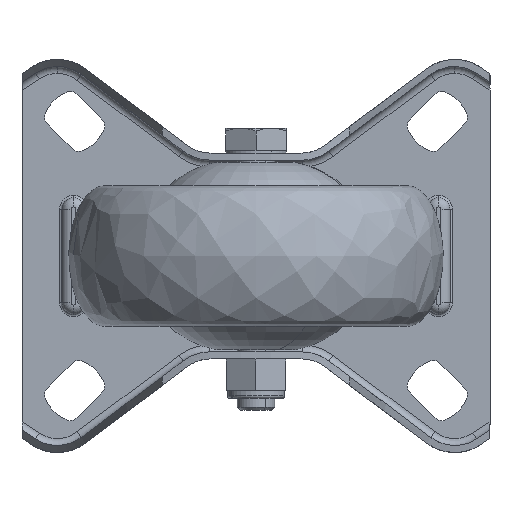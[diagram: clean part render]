
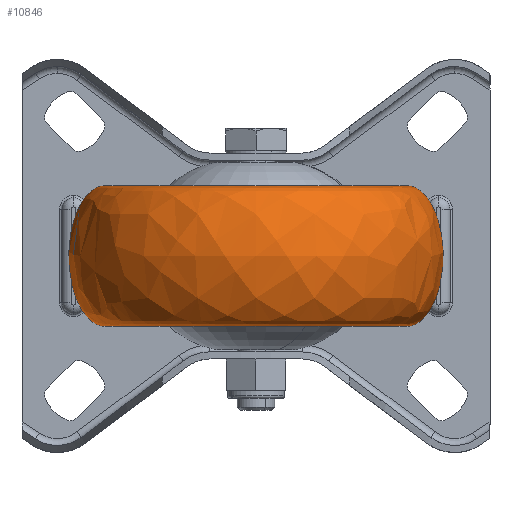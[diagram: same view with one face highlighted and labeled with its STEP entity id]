
A CAD part, front view. The second image highlights one B-rep face of the part: STEP entity #10846.
In plain terms, the highlighted free-form (B-spline) face has degree [3, 3] with [4, 4] control points.
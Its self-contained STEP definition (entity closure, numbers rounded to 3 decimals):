
#1787 = EDGE_CURVE ( 'NONE', #11140, #14619, #14372, .T. ) ;
#1974 = CARTESIAN_POINT ( 'NONE',  ( 35.204, -114.511, -15. ) ) ;
#2495 = ORIENTED_EDGE ( 'NONE', *, *, #5326, .T. ) ;
#2582 = CARTESIAN_POINT ( 'NONE',  ( -29.296, -179.011, 15. ) ) ;
#2680 = CARTESIAN_POINT ( 'NONE',  ( 50.704, -114.511, -15. ) ) ;
#2967 = EDGE_LOOP ( 'NONE', ( #6633, #2495, #9122, #14972 ) ) ;
#3124 = CIRCLE ( 'NONE', #3390, 32.25 ) ;
#3390 = AXIS2_PLACEMENT_3D ( 'NONE', #16732, #8391, #11240 ) ;
#3807 = CARTESIAN_POINT ( 'NONE',  ( -44.796, -210.011, -15. ) ) ;
#3982 = CARTESIAN_POINT ( 'NONE',  ( -29.296, -114.511, 15. ) ) ;
#4582 = CIRCLE ( 'NONE', #13174, 32.25 ) ;
#5024 = EDGE_CURVE ( 'NONE', #14619, #9237, #4582, .T. ) ;
#5326 = EDGE_CURVE ( 'NONE', #11605, #9237, #11350, .T. ) ;
#6369 = CARTESIAN_POINT ( 'NONE',  ( -29.296, -114.511, -15. ) ) ;
#6462 = CARTESIAN_POINT ( 'NONE',  ( -29.296, -114.511, 15. ) ) ;
#6633 = ORIENTED_EDGE ( 'NONE', *, *, #8601, .T. ) ;
#7988 = DIRECTION ( 'NONE',  ( 1., 0., 0. ) ) ;
#8016 = CARTESIAN_POINT ( 'NONE',  ( -44.796, -114.511, -15. ) ) ;
#8391 = DIRECTION ( 'NONE',  ( 0., 0., -1. ) ) ;
#8601 = EDGE_CURVE ( 'NONE', #11140, #11605, #3124, .T. ) ;
#8729 = CARTESIAN_POINT ( 'NONE',  ( 35.204, -114.511, 15. ) ) ;
#8836 = CARTESIAN_POINT ( 'NONE',  ( -29.296, -114.511, -15. ) ) ;
#8949 = CARTESIAN_POINT ( 'NONE',  ( 50.704, -114.511, 15. ) ) ;
#9122 = ORIENTED_EDGE ( 'NONE', *, *, #5024, .F. ) ;
#9237 = VERTEX_POINT ( 'NONE', #8836 ) ;
#9312 = CARTESIAN_POINT ( 'NONE',  ( -44.796, -114.511, 15. ) ) ;
#10355 = CARTESIAN_POINT ( 'NONE',  ( -29.296, -179.011, -15. ) ) ;
#10846 = ADVANCED_FACE ( 'NONE', ( #14362 ), #12564, .F. ) ;
#11140 = VERTEX_POINT ( 'NONE', #8729 ) ;
#11240 = DIRECTION ( 'NONE',  ( 1., 0., 0. ) ) ;
#11350 =( BOUNDED_CURVE ( )  B_SPLINE_CURVE ( 3, ( #6462, #15622, #14319, #6369 ),
 .UNSPECIFIED., .F., .F. ) 
 B_SPLINE_CURVE_WITH_KNOTS ( ( 4, 4 ),
 ( 0., 3.142 ),
 .UNSPECIFIED. ) 
 CURVE ( )  GEOMETRIC_REPRESENTATION_ITEM ( )  RATIONAL_B_SPLINE_CURVE ( ( 1., 0.333, 0.333, 1. ) ) 
 REPRESENTATION_ITEM ( '' )  );
#11605 = VERTEX_POINT ( 'NONE', #14979 ) ;
#11848 = CARTESIAN_POINT ( 'NONE',  ( 35.204, -179.011, 15. ) ) ;
#12009 = CARTESIAN_POINT ( 'NONE',  ( 35.204, -114.511, -15. ) ) ;
#12564 =( BOUNDED_SURFACE ( )  B_SPLINE_SURFACE ( 3, 3, ( 
 ( #15582, #11848, #2582, #3982 ),
 ( #8949, #17057, #15760, #9312 ),
 ( #2680, #14638, #3807, #8016 ),
 ( #12009, #12950, #10355, #15676 ) ),
 .UNSPECIFIED., .F., .F., .F. ) 
 B_SPLINE_SURFACE_WITH_KNOTS ( ( 4, 4 ),
 ( 4, 4 ),
 ( 0., 1. ),
 ( 0., 1. ),
 .UNSPECIFIED. ) 
 GEOMETRIC_REPRESENTATION_ITEM ( )  RATIONAL_B_SPLINE_SURFACE ( (
 ( 1., 0.333, 0.333, 1.),
 ( 0.333, 0.111, 0.111, 0.333),
 ( 0.333, 0.111, 0.111, 0.333),
 ( 1., 0.333, 0.333, 1.) ) ) 
 REPRESENTATION_ITEM ( '' )  SURFACE ( )  );
#12950 = CARTESIAN_POINT ( 'NONE',  ( 35.204, -179.011, -15. ) ) ;
#13174 = AXIS2_PLACEMENT_3D ( 'NONE', #14242, #15644, #7988 ) ;
#14242 = CARTESIAN_POINT ( 'NONE',  ( 2.954, -114.511, -15. ) ) ;
#14319 = CARTESIAN_POINT ( 'NONE',  ( -44.796, -114.511, -15. ) ) ;
#14351 = CARTESIAN_POINT ( 'NONE',  ( 35.204, -114.511, -15. ) ) ;
#14362 = FACE_OUTER_BOUND ( 'NONE', #2967, .T. ) ;
#14372 =( BOUNDED_CURVE ( )  B_SPLINE_CURVE ( 3, ( #16642, #15081, #16471, #1974 ),
 .UNSPECIFIED., .F., .F. ) 
 B_SPLINE_CURVE_WITH_KNOTS ( ( 4, 4 ),
 ( 0., 3.142 ),
 .UNSPECIFIED. ) 
 CURVE ( )  GEOMETRIC_REPRESENTATION_ITEM ( )  RATIONAL_B_SPLINE_CURVE ( ( 1., 0.333, 0.333, 1. ) ) 
 REPRESENTATION_ITEM ( '' )  );
#14619 = VERTEX_POINT ( 'NONE', #14351 ) ;
#14638 = CARTESIAN_POINT ( 'NONE',  ( 50.704, -210.011, -15. ) ) ;
#14972 = ORIENTED_EDGE ( 'NONE', *, *, #1787, .F. ) ;
#14979 = CARTESIAN_POINT ( 'NONE',  ( -29.296, -114.511, 15. ) ) ;
#15081 = CARTESIAN_POINT ( 'NONE',  ( 50.704, -114.511, 15. ) ) ;
#15582 = CARTESIAN_POINT ( 'NONE',  ( 35.204, -114.511, 15. ) ) ;
#15622 = CARTESIAN_POINT ( 'NONE',  ( -44.796, -114.511, 15. ) ) ;
#15644 = DIRECTION ( 'NONE',  ( 0., 0., -1. ) ) ;
#15676 = CARTESIAN_POINT ( 'NONE',  ( -29.296, -114.511, -15. ) ) ;
#15760 = CARTESIAN_POINT ( 'NONE',  ( -44.796, -210.011, 15. ) ) ;
#16471 = CARTESIAN_POINT ( 'NONE',  ( 50.704, -114.511, -15. ) ) ;
#16642 = CARTESIAN_POINT ( 'NONE',  ( 35.204, -114.511, 15. ) ) ;
#16732 = CARTESIAN_POINT ( 'NONE',  ( 2.954, -114.511, 15. ) ) ;
#17057 = CARTESIAN_POINT ( 'NONE',  ( 50.704, -210.011, 15. ) ) ;
